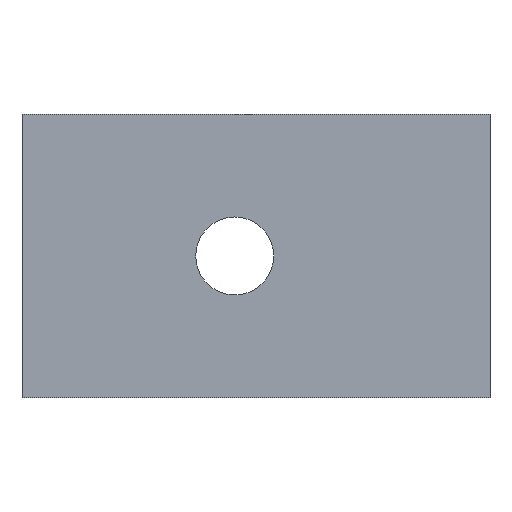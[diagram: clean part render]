
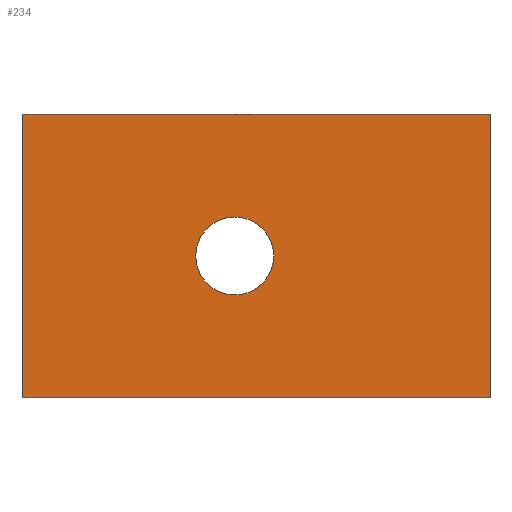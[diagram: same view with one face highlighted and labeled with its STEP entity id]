
A CAD part, front view. The second image highlights one B-rep face of the part: STEP entity #234.
In plain terms, the highlighted planar face has unit normal (0, -1, 0).
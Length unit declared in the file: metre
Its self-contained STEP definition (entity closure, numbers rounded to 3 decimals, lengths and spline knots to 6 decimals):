
#21=LINE('',#364,#47);
#22=LINE('',#367,#48);
#23=LINE('',#369,#49);
#24=LINE('',#371,#50);
#47=VECTOR('',#298,1.);
#48=VECTOR('',#299,1.);
#49=VECTOR('',#300,1.);
#50=VECTOR('',#301,1.);
#76=ORIENTED_EDGE('',*,*,#135,.F.);
#77=ORIENTED_EDGE('',*,*,#136,.F.);
#78=ORIENTED_EDGE('',*,*,#137,.F.);
#79=ORIENTED_EDGE('',*,*,#138,.T.);
#80=ORIENTED_EDGE('',*,*,#139,.T.);
#135=EDGE_CURVE('',#164,#164,#178,.T.);
#136=EDGE_CURVE('',#165,#166,#21,.T.);
#137=EDGE_CURVE('',#167,#165,#22,.T.);
#138=EDGE_CURVE('',#167,#168,#23,.T.);
#139=EDGE_CURVE('',#168,#166,#24,.T.);
#164=VERTEX_POINT('',#363);
#165=VERTEX_POINT('',#365);
#166=VERTEX_POINT('',#366);
#167=VERTEX_POINT('',#368);
#168=VERTEX_POINT('',#370);
#178=CIRCLE('',#264,0.00275);
#184=EDGE_LOOP('',(#76));
#185=EDGE_LOOP('',(#77,#78,#79,#80));
#204=FACE_BOUND('',#184,.T.);
#205=FACE_BOUND('',#185,.T.);
#222=PLANE('',#263);
#234=ADVANCED_FACE('',(#204,#205),#222,.T.);
#263=AXIS2_PLACEMENT_3D('',#361,#294,#295);
#264=AXIS2_PLACEMENT_3D('',#362,#296,#297);
#294=DIRECTION('',(0.,-1.,0.));
#295=DIRECTION('',(0.,0.,-1.));
#296=DIRECTION('',(0.,-1.,0.));
#297=DIRECTION('',(0.,0.,-1.));
#298=DIRECTION('',(-1.,0.,0.));
#299=DIRECTION('',(0.,0.,-1.));
#300=DIRECTION('',(-1.,0.,0.));
#301=DIRECTION('',(0.,0.,-1.));
#361=CARTESIAN_POINT('',(-0.0165,-0.0015,0.02));
#362=CARTESIAN_POINT('',(-0.0165,-0.0015,0.01));
#363=CARTESIAN_POINT('',(-0.0165,-0.0015,0.00725));
#364=CARTESIAN_POINT('',(-0.0165,-0.0015,0.));
#365=CARTESIAN_POINT('',(0.0015,-0.0015,0.));
#366=CARTESIAN_POINT('',(-0.0315,-0.0015,0.));
#367=CARTESIAN_POINT('',(0.0015,-0.0015,0.02));
#368=CARTESIAN_POINT('',(0.0015,-0.0015,0.02));
#369=CARTESIAN_POINT('',(-0.0165,-0.0015,0.02));
#370=CARTESIAN_POINT('',(-0.0315,-0.0015,0.02));
#371=CARTESIAN_POINT('',(-0.0315,-0.0015,0.02));
